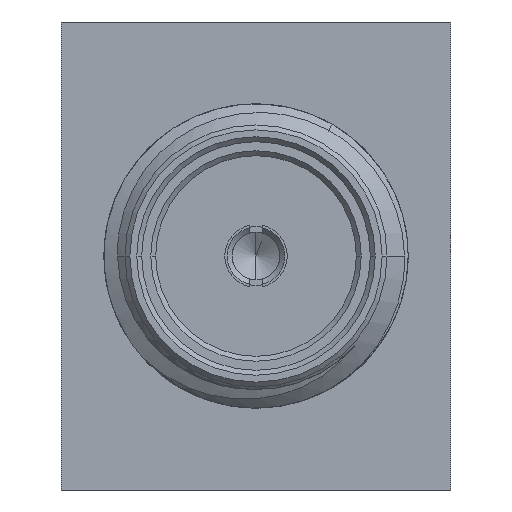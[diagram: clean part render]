
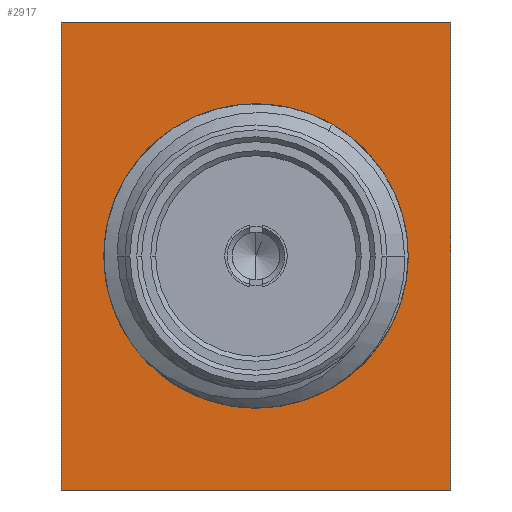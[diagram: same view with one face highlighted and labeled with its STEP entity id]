
A CAD part, left-side view. The second image highlights one B-rep face of the part: STEP entity #2917.
In plain terms, the highlighted planar face has unit normal (-1, 0, 0).
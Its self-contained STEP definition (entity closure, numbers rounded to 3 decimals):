
#259=DIRECTION('',(0.,0.,-1.));
#260=VECTOR('',#259,9.52);
#261=CARTESIAN_POINT('',(-1.65,3.96,4.76));
#262=LINE('',#261,#260);
#263=DIRECTION('',(0.,1.,0.));
#264=VECTOR('',#263,7.92);
#265=CARTESIAN_POINT('',(-1.65,-3.96,4.76));
#266=LINE('',#265,#264);
#267=DIRECTION('',(0.,0.,1.));
#268=VECTOR('',#267,9.52);
#269=CARTESIAN_POINT('',(-1.65,-3.96,-4.76));
#270=LINE('',#269,#268);
#271=DIRECTION('',(0.,-1.,0.));
#272=VECTOR('',#271,7.92);
#273=CARTESIAN_POINT('',(-1.65,3.96,-4.76));
#274=LINE('',#273,#272);
#279=CARTESIAN_POINT('',(-1.65,0.,0.));
#280=DIRECTION('',(1.,0.,0.));
#281=DIRECTION('',(0.,1.,0.));
#282=AXIS2_PLACEMENT_3D('',#279,#280,#281);
#288=CARTESIAN_POINT('',(-1.65,0.,0.));
#289=DIRECTION('',(-1.,0.,0.));
#290=DIRECTION('',(0.,1.,0.));
#291=AXIS2_PLACEMENT_3D('',#288,#289,#290);
#2251=CARTESIAN_POINT('',(-1.65,2.45,0.));
#2253=VERTEX_POINT('',#2251);
#2255=CARTESIAN_POINT('',(-1.65,-2.45,0.));
#2257=VERTEX_POINT('',#2255);
#2271=CARTESIAN_POINT('',(-1.65,3.96,4.76));
#2272=CARTESIAN_POINT('',(-1.65,3.96,-4.76));
#2273=VERTEX_POINT('',#2271);
#2274=VERTEX_POINT('',#2272);
#2275=CARTESIAN_POINT('',(-1.65,-3.96,-4.76));
#2276=VERTEX_POINT('',#2275);
#2277=CARTESIAN_POINT('',(-1.65,-3.96,4.76));
#2278=VERTEX_POINT('',#2277);
#2900=CARTESIAN_POINT('',(-1.65,0.,0.));
#2901=DIRECTION('',(-1.,0.,0.));
#2902=DIRECTION('',(0.,1.,0.));
#2903=AXIS2_PLACEMENT_3D('',#2900,#2901,#2902);
#2904=PLANE('',#2903);
#2905=ORIENTED_EDGE('',*,*,#2724,.F.);
#2906=ORIENTED_EDGE('',*,*,#2748,.F.);
#2907=ORIENTED_EDGE('',*,*,#2883,.F.);
#2908=ORIENTED_EDGE('',*,*,#2640,.F.);
#2909=EDGE_LOOP('',(#2905,#2906,#2907,#2908));
#2910=FACE_OUTER_BOUND('',#2909,.F.);
#2912=ORIENTED_EDGE('',*,*,#2911,.F.);
#2914=ORIENTED_EDGE('',*,*,#2913,.T.);
#2915=EDGE_LOOP('',(#2912,#2914));
#2916=FACE_BOUND('',#2915,.F.);
#2917=ADVANCED_FACE('',(#2910,#2916),#2904,.T.);
#283=CIRCLE('',#282,2.45);
#292=CIRCLE('',#291,2.45);
#2640=EDGE_CURVE('',#2274,#2276,#274,.T.);
#2724=EDGE_CURVE('',#2273,#2274,#262,.T.);
#2748=EDGE_CURVE('',#2278,#2273,#266,.T.);
#2883=EDGE_CURVE('',#2276,#2278,#270,.T.);
#2911=EDGE_CURVE('',#2253,#2257,#283,.T.);
#2913=EDGE_CURVE('',#2253,#2257,#292,.T.);
